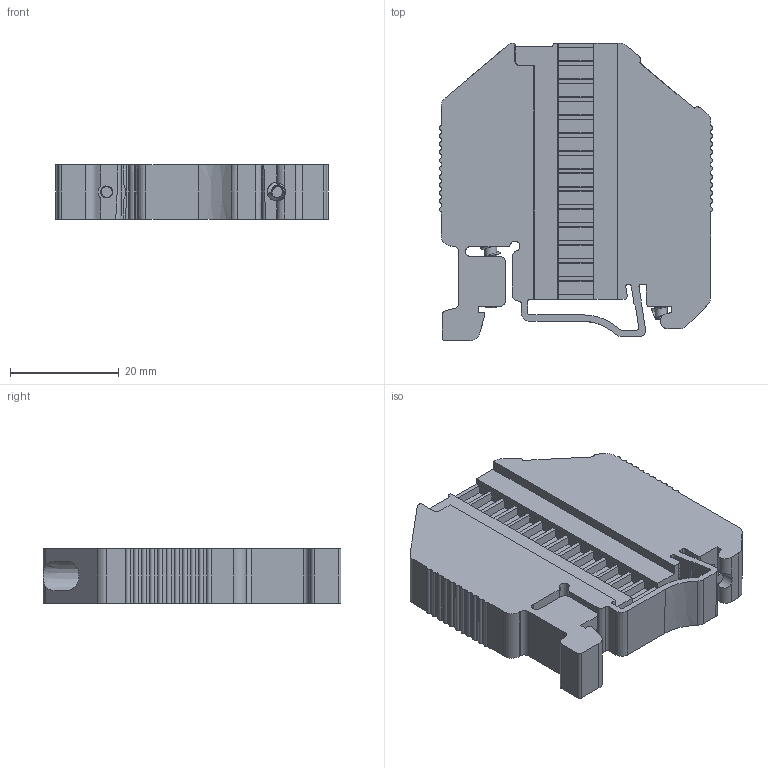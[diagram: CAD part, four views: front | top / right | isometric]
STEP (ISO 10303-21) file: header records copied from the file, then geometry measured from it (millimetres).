
FILE_DESCRIPTION(/* description */ ('Unknown'),/* implementation_level */ '2;1');
FILE_NAME(/* name */ 'EKN2',/* time_stamp */ '2024-11-15T07:43:49-03:00',/* author */ ('Unknown'),/* organization */ ('Unknown'),/* preprocessor_version */ 'ST-DEVELOPER v16.7',/* originating_system */ 'Solid Edge',/* authorisation */ 'Unknown');
FILE_SCHEMA (('AUTOMOTIVE_DESIGN {1 0 10303 214 3 1 1}'));
Length unit declared in the file: millimetre
Products named in the file (1): EKN2
Bounding box: 50.1 x 54.7 x 10 mm (x, y, z)
Volume: 16425.5 mm3; surface area: 9814.1 mm2
Topology: 1 solids, 1 shells, 398 faces, 1142 edges, 773 vertices
Faces by surface type: plane 279, cylinder 74, cone 31, bspline 8, torus 6
Full cylindrical faces by diameter (mm): 5 x2, 5.5 x1
Entity records: 13351 total; most frequent: CARTESIAN_POINT 2956, ORIENTED_EDGE 2248, DIRECTION 2021, EDGE_CURVE 1124, LINE 799, VECTOR 799, VERTEX_POINT 766, AXIS2_PLACEMENT_3D 611
